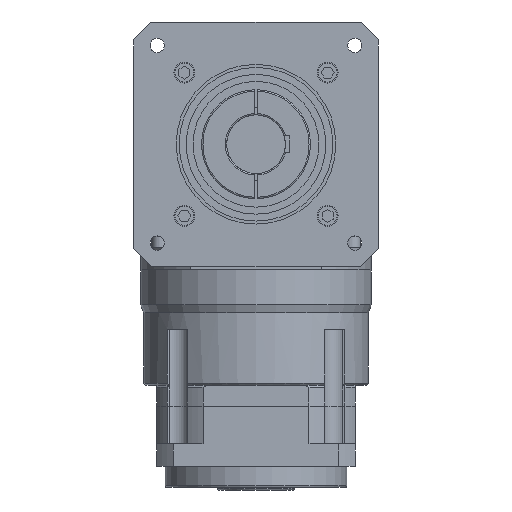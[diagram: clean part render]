
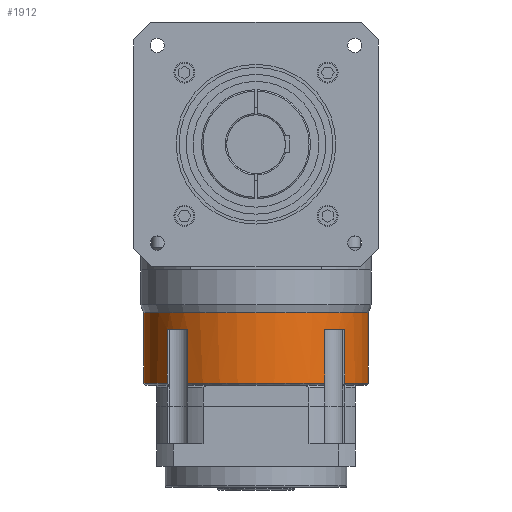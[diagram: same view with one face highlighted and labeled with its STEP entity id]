
A CAD part, front view. The second image highlights one B-rep face of the part: STEP entity #1912.
In plain terms, the highlighted cylindrical face has radius 80.5 mm (diameter 161 mm), a partial arc.
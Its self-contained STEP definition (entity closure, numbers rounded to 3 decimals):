
#8 = CARTESIAN_POINT ( 'NONE',  ( 49.289, -63.646, -81. ) ) ;
#256 = VERTEX_POINT ( 'NONE', #18324 ) ;
#424 = FACE_OUTER_BOUND ( 'NONE', #634, .T. ) ;
#585 = CARTESIAN_POINT ( 'NONE',  ( 80.5, 0., -81. ) ) ;
#596 = CIRCLE ( 'NONE', #4842, 80.5 ) ;
#634 = EDGE_LOOP ( 'NONE', ( #17899, #11552, #7875, #16712, #2199, #13148, #2462, #4382, #19861, #17556, #20956, #13528 ) ) ;
#1333 = CIRCLE ( 'NONE', #15972, 80.5 ) ;
#1883 = CARTESIAN_POINT ( 'NONE',  ( 63.646, -49.289, -83.5 ) ) ;
#1912 = ADVANCED_FACE ( 'NONE', ( #424 ), #13896, .T. ) ;
#1948 = DIRECTION ( 'NONE',  ( 0., 0., -1. ) ) ;
#2199 = ORIENTED_EDGE ( 'NONE', *, *, #19199, .F. ) ;
#2462 = ORIENTED_EDGE ( 'NONE', *, *, #12120, .F. ) ;
#2596 = CARTESIAN_POINT ( 'NONE',  ( -49.289, -63.646, -42.5 ) ) ;
#2646 = DIRECTION ( 'NONE',  ( 0., 0., 1. ) ) ;
#2813 = CARTESIAN_POINT ( 'NONE',  ( 0., 0., -81. ) ) ;
#3734 = DIRECTION ( 'NONE',  ( 0., 0., -1. ) ) ;
#4382 = ORIENTED_EDGE ( 'NONE', *, *, #11575, .T. ) ;
#4449 = DIRECTION ( 'NONE',  ( -1., 0., 0. ) ) ;
#4451 = EDGE_CURVE ( 'NONE', #6848, #9947, #596, .T. ) ;
#4698 = CARTESIAN_POINT ( 'NONE',  ( -63.646, -49.289, -81. ) ) ;
#4796 = CIRCLE ( 'NONE', #18302, 80.5 ) ;
#4842 = AXIS2_PLACEMENT_3D ( 'NONE', #13659, #3734, #15324 ) ;
#4855 = CIRCLE ( 'NONE', #11450, 80.5 ) ;
#5025 = VERTEX_POINT ( 'NONE', #8810 ) ;
#5235 = DIRECTION ( 'NONE',  ( 0., 0., -1. ) ) ;
#5904 = CARTESIAN_POINT ( 'NONE',  ( 0., 0., -42.5 ) ) ;
#6393 = DIRECTION ( 'NONE',  ( 0., 0., -1. ) ) ;
#6454 = DIRECTION ( 'NONE',  ( 0., 0., -1. ) ) ;
#6504 = DIRECTION ( 'NONE',  ( 0., 0., 1. ) ) ;
#6551 = VERTEX_POINT ( 'NONE', #7997 ) ;
#6570 = CARTESIAN_POINT ( 'NONE',  ( -49.289, -63.646, -83.5 ) ) ;
#6743 = DIRECTION ( 'NONE',  ( 0., 0., 1. ) ) ;
#6848 = VERTEX_POINT ( 'NONE', #585 ) ;
#6931 = AXIS2_PLACEMENT_3D ( 'NONE', #11830, #1948, #13500 ) ;
#7081 = VECTOR ( 'NONE', #5235, 1000. ) ;
#7440 = LINE ( 'NONE', #18120, #9764 ) ;
#7566 = DIRECTION ( 'NONE',  ( 1., 0., 0. ) ) ;
#7875 = ORIENTED_EDGE ( 'NONE', *, *, #18066, .F. ) ;
#7945 = VECTOR ( 'NONE', #15117, 1000. ) ;
#7997 = CARTESIAN_POINT ( 'NONE',  ( 80.5, 0., -30.495 ) ) ;
#8393 = CIRCLE ( 'NONE', #15504, 80.5 ) ;
#8465 = LINE ( 'NONE', #1883, #7945 ) ;
#8810 = CARTESIAN_POINT ( 'NONE',  ( 49.289, -63.646, -42.5 ) ) ;
#8866 = CARTESIAN_POINT ( 'NONE',  ( -49.289, -63.646, -81. ) ) ;
#9109 = LINE ( 'NONE', #16329, #17909 ) ;
#9571 = EDGE_CURVE ( 'NONE', #15634, #16594, #4855, .T. ) ;
#9764 = VECTOR ( 'NONE', #21404, 1000. ) ;
#9922 = EDGE_CURVE ( 'NONE', #9947, #16739, #8465, .T. ) ;
#9947 = VERTEX_POINT ( 'NONE', #10248 ) ;
#10150 = EDGE_CURVE ( 'NONE', #256, #21311, #14698, .T. ) ;
#10183 = EDGE_CURVE ( 'NONE', #6848, #6551, #7440, .T. ) ;
#10248 = CARTESIAN_POINT ( 'NONE',  ( 63.646, -49.289, -81. ) ) ;
#10288 = VECTOR ( 'NONE', #6504, 1000. ) ;
#11450 = AXIS2_PLACEMENT_3D ( 'NONE', #5904, #17505, #7566 ) ;
#11524 = VERTEX_POINT ( 'NONE', #8 ) ;
#11552 = ORIENTED_EDGE ( 'NONE', *, *, #16672, .F. ) ;
#11575 = EDGE_CURVE ( 'NONE', #5025, #16739, #4796, .T. ) ;
#11830 = CARTESIAN_POINT ( 'NONE',  ( 0., 0., -81. ) ) ;
#12120 = EDGE_CURVE ( 'NONE', #5025, #11524, #20287, .T. ) ;
#12413 = AXIS2_PLACEMENT_3D ( 'NONE', #20744, #2646, #20821 ) ;
#12651 = EDGE_CURVE ( 'NONE', #11524, #19833, #20299, .T. ) ;
#13148 = ORIENTED_EDGE ( 'NONE', *, *, #12651, .F. ) ;
#13500 = DIRECTION ( 'NONE',  ( -1., 0., 0. ) ) ;
#13528 = ORIENTED_EDGE ( 'NONE', *, *, #19495, .T. ) ;
#13659 = CARTESIAN_POINT ( 'NONE',  ( 0., 0., -81. ) ) ;
#13896 = CYLINDRICAL_SURFACE ( 'NONE', #12413, 80.5 ) ;
#14105 = VERTEX_POINT ( 'NONE', #4698 ) ;
#14375 = DIRECTION ( 'NONE',  ( 0., 0., -1. ) ) ;
#14698 = LINE ( 'NONE', #16461, #10288 ) ;
#15117 = DIRECTION ( 'NONE',  ( 0., 0., 1. ) ) ;
#15324 = DIRECTION ( 'NONE',  ( -1., 0., 0. ) ) ;
#15504 = AXIS2_PLACEMENT_3D ( 'NONE', #2813, #14375, #4449 ) ;
#15634 = VERTEX_POINT ( 'NONE', #19471 ) ;
#15823 = VECTOR ( 'NONE', #19808, 1000. ) ;
#15972 = AXIS2_PLACEMENT_3D ( 'NONE', #16391, #6454, #18071 ) ;
#16329 = CARTESIAN_POINT ( 'NONE',  ( -63.646, -49.289, -83.5 ) ) ;
#16391 = CARTESIAN_POINT ( 'NONE',  ( 0., 0., -30.495 ) ) ;
#16461 = CARTESIAN_POINT ( 'NONE',  ( -80.5, 0., -140.5 ) ) ;
#16594 = VERTEX_POINT ( 'NONE', #2596 ) ;
#16672 = EDGE_CURVE ( 'NONE', #14105, #256, #8393, .T. ) ;
#16697 = CARTESIAN_POINT ( 'NONE',  ( 0., 0., -42.5 ) ) ;
#16712 = ORIENTED_EDGE ( 'NONE', *, *, #9571, .T. ) ;
#16739 = VERTEX_POINT ( 'NONE', #19413 ) ;
#16870 = LINE ( 'NONE', #6570, #15823 ) ;
#17505 = DIRECTION ( 'NONE',  ( 0., 0., 1. ) ) ;
#17556 = ORIENTED_EDGE ( 'NONE', *, *, #4451, .F. ) ;
#17899 = ORIENTED_EDGE ( 'NONE', *, *, #10150, .F. ) ;
#17909 = VECTOR ( 'NONE', #6393, 1000. ) ;
#18015 = CARTESIAN_POINT ( 'NONE',  ( -80.5, 0., -30.495 ) ) ;
#18066 = EDGE_CURVE ( 'NONE', #15634, #14105, #9109, .T. ) ;
#18071 = DIRECTION ( 'NONE',  ( 1., 0., 0. ) ) ;
#18120 = CARTESIAN_POINT ( 'NONE',  ( 80.5, 0., -140.5 ) ) ;
#18302 = AXIS2_PLACEMENT_3D ( 'NONE', #16697, #6743, #18355 ) ;
#18324 = CARTESIAN_POINT ( 'NONE',  ( -80.5, 0., -81. ) ) ;
#18355 = DIRECTION ( 'NONE',  ( 1., 0., 0. ) ) ;
#19199 = EDGE_CURVE ( 'NONE', #19833, #16594, #16870, .T. ) ;
#19413 = CARTESIAN_POINT ( 'NONE',  ( 63.646, -49.289, -42.5 ) ) ;
#19471 = CARTESIAN_POINT ( 'NONE',  ( -63.646, -49.289, -42.5 ) ) ;
#19495 = EDGE_CURVE ( 'NONE', #6551, #21311, #1333, .T. ) ;
#19808 = DIRECTION ( 'NONE',  ( 0., 0., 1. ) ) ;
#19833 = VERTEX_POINT ( 'NONE', #8866 ) ;
#19861 = ORIENTED_EDGE ( 'NONE', *, *, #9922, .F. ) ;
#20123 = CARTESIAN_POINT ( 'NONE',  ( 49.289, -63.646, -83.5 ) ) ;
#20287 = LINE ( 'NONE', #20123, #7081 ) ;
#20299 = CIRCLE ( 'NONE', #6931, 80.5 ) ;
#20744 = CARTESIAN_POINT ( 'NONE',  ( 0., 0., -140.5 ) ) ;
#20821 = DIRECTION ( 'NONE',  ( 1., 0., 0. ) ) ;
#20956 = ORIENTED_EDGE ( 'NONE', *, *, #10183, .T. ) ;
#21311 = VERTEX_POINT ( 'NONE', #18015 ) ;
#21404 = DIRECTION ( 'NONE',  ( 0., 0., 1. ) ) ;
